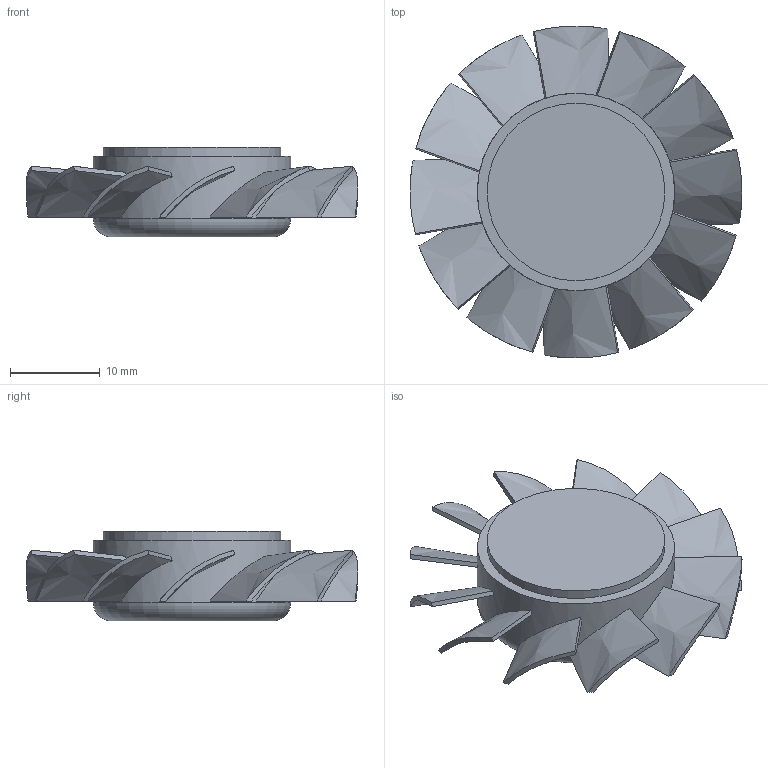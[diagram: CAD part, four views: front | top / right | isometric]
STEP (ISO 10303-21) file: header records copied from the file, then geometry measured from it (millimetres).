
FILE_DESCRIPTION(/* description */ (''),/* implementation_level */ '2;1');
FILE_NAME(/* name */ 'fan_40x40x10_blades.stp',/* time_stamp */ '2017-09-11T07:55:24+02:00',/* author */ (''),/* organization */ (''),/* preprocessor_version */ 'ST-DEVELOPER v16',/* originating_system */ 'SIEMENS PLM Software NX 11.0',/* authorisation */ '');
FILE_SCHEMA (('AUTOMOTIVE_DESIGN { 1 0 10303 214 3 1 1 1 }'));
Length unit declared in the file: millimetre
Products named in the file (1): fan_40x40x10_blades
Bounding box: 36.98 x 36.98 x 10 mm (x, y, z)
Volume: 4082.8 mm3; surface area: 3149.4 mm2
Topology: 1 solids, 1 shells, 78 faces, 192 edges, 128 vertices
Faces by surface type: bspline 48, plane 15, cylinder 14, torus 1
Full cylindrical faces by diameter (mm): 19.8 x1, 22 x1
Entity records: 3462 total; most frequent: CARTESIAN_POINT 2045, ORIENTED_EDGE 370, EDGE_CURVE 185, B_SPLINE_CURVE_WITH_KNOTS 156, VERTEX_POINT 125, DIRECTION 120, EDGE_LOOP 94, ADVANCED_FACE 78
